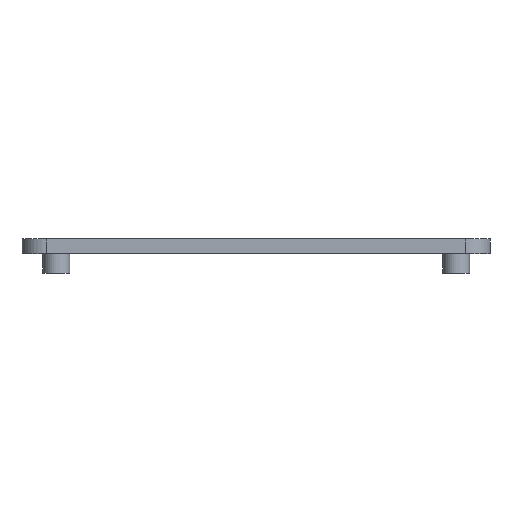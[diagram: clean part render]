
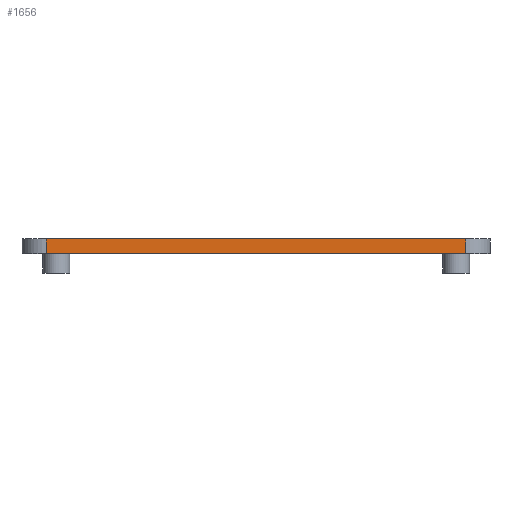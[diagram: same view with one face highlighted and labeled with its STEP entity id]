
A CAD part, front view. The second image highlights one B-rep face of the part: STEP entity #1656.
In plain terms, the highlighted planar face has unit normal (0, -1, 0).
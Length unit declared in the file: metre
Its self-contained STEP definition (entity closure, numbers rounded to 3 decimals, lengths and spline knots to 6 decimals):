
#69=LINE('',#2440,#264);
#82=LINE('',#2498,#277);
#141=LINE('',#2631,#336);
#142=LINE('',#2632,#337);
#264=VECTOR('',#1949,1.);
#277=VECTOR('',#1996,1.);
#336=VECTOR('',#2083,1.);
#337=VECTOR('',#2084,1.);
#409=PLANE('',#1786);
#645=ORIENTED_EDGE('',*,*,#1028,.T.);
#646=ORIENTED_EDGE('',*,*,#1094,.T.);
#647=ORIENTED_EDGE('',*,*,#1001,.F.);
#648=ORIENTED_EDGE('',*,*,#1095,.T.);
#1001=EDGE_CURVE('',#1233,#1234,#69,.T.);
#1028=EDGE_CURVE('',#1261,#1260,#82,.T.);
#1094=EDGE_CURVE('',#1260,#1234,#141,.F.);
#1095=EDGE_CURVE('',#1233,#1261,#142,.T.);
#1233=VERTEX_POINT('',#2441);
#1234=VERTEX_POINT('',#2442);
#1260=VERTEX_POINT('',#2497);
#1261=VERTEX_POINT('',#2499);
#1417=EDGE_LOOP('',(#645,#646,#647,#648));
#1549=FACE_BOUND('',#1417,.T.);
#1656=ADVANCED_FACE('',(#1549),#409,.F.);
#1786=AXIS2_PLACEMENT_3D('',#2630,#2081,#2082);
#1949=DIRECTION('',(1.,0.,0.));
#1996=DIRECTION('',(1.,0.,0.));
#2081=DIRECTION('',(0.,1.,0.));
#2082=DIRECTION('',(0.,0.,1.));
#2083=DIRECTION('',(0.,0.,-1.));
#2084=DIRECTION('',(0.,0.,-1.));
#2440=CARTESIAN_POINT('',(0.15132,-0.14481,0.00897));
#2441=CARTESIAN_POINT('',(0.10848,-0.14481,0.00897));
#2442=CARTESIAN_POINT('',(0.19416,-0.14481,0.00897));
#2497=CARTESIAN_POINT('',(0.19416,-0.14481,0.00597));
#2498=CARTESIAN_POINT('',(0.15132,-0.14481,0.00597));
#2499=CARTESIAN_POINT('',(0.10848,-0.14481,0.00597));
#2630=CARTESIAN_POINT('',(0.15132,-0.14481,0.00897));
#2631=CARTESIAN_POINT('',(0.19416,-0.14481,0.00897));
#2632=CARTESIAN_POINT('',(0.10848,-0.14481,0.00897));
